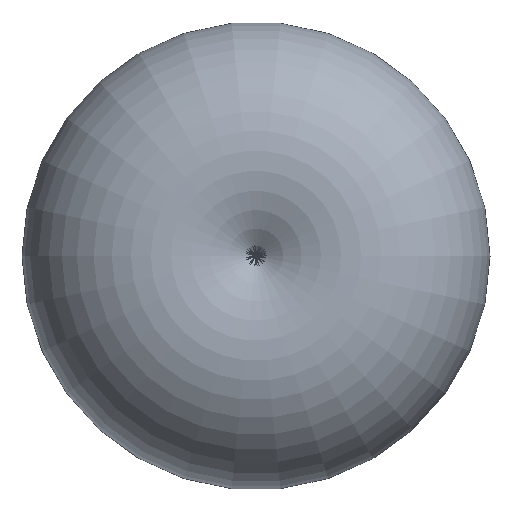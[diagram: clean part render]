
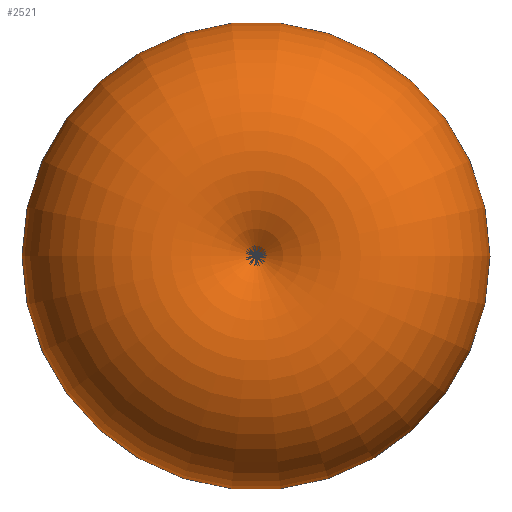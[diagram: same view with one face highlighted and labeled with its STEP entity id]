
A CAD part, top view. The second image highlights one B-rep face of the part: STEP entity #2521.
In plain terms, the highlighted toroidal (fillet/blend) face has major radius 33 mm and minor radius 50 mm.
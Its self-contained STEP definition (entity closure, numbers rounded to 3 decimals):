
#200=DEGENERATE_TOROIDAL_SURFACE('',#2670,33.,50.,
 .F.);
#663=B_SPLINE_CURVE_WITH_KNOTS('',3,(#4759,#4760,#4761,#4762,#4763,#4764,
#4765,#4766,#4767,#4768),.UNSPECIFIED.,.F.,.U.,(4,3,3,4),(0.,0.2,0.741,
1.),.UNSPECIFIED.);
#690=B_SPLINE_CURVE_WITH_KNOTS('',3,(#7212,#7213,#7214,#7215,#7216,#7217,
#7218,#7219,#7220,#7221,#7222,#7223,#7224,#7225,#7226,#7227,#7228,#7229,
#7230,#7231,#7232,#7233,#7234,#7235,#7236,#7237,#7238,#7239),
 .UNSPECIFIED.,.F.,.U.,(4,2,1,1,2,1,1,2,2,1,2,1,2,2,2,2,4),(0.,
0.,0.001,0.001,0.002,
0.003,0.004,0.004,0.006,
0.006,0.007,0.007,0.008,
0.008,0.008,0.01,0.011),
 .UNSPECIFIED.);
#710=B_SPLINE_CURVE_WITH_KNOTS('',3,(#28698,#28699,#28700,#28701,#28702,
#28703),.UNSPECIFIED.,.F.,.U.,(4,2,4),(0.,0.,0.),
 .UNSPECIFIED.);
#789=VERTEX_POINT('',#4298);
#793=VERTEX_POINT('',#4758);
#794=VERTEX_POINT('',#5019);
#800=VERTEX_POINT('',#5443);
#815=VERTEX_POINT('',#7240);
#1020=CIRCLE('',#2640,16.684);
#1033=CIRCLE('',#2671,16.684);
#1090=EDGE_CURVE('',#789,#793,#663,.F.);
#1100=EDGE_CURVE('',#800,#793,#1020,.T.);
#1122=EDGE_CURVE('',#815,#794,#690,.T.);
#1179=EDGE_CURVE('',#800,#815,#710,.T.);
#1180=EDGE_CURVE('',#794,#789,#1033,.T.);
#1610=ORIENTED_EDGE('',*,*,#1100,.F.);
#1611=ORIENTED_EDGE('',*,*,#1179,.T.);
#1612=ORIENTED_EDGE('',*,*,#1122,.T.);
#1613=ORIENTED_EDGE('',*,*,#1180,.T.);
#1614=ORIENTED_EDGE('',*,*,#1090,.T.);
#2205=EDGE_LOOP('',(#1610,#1611,#1612,#1613,#1614));
#2364=FACE_BOUND('',#2205,.T.);
#2521=ADVANCED_FACE('',(#2364),#200,.T.);
#2640=AXIS2_PLACEMENT_3D('',#5444,#2810,#2811);
#2670=AXIS2_PLACEMENT_3D('',#28697,#2880,$);
#2671=AXIS2_PLACEMENT_3D('',#28704,#2881,#2882);
#2810=DIRECTION('',(0.,0.,1.));
#2811=DIRECTION('',(16.684,0.,0.));
#2880=DIRECTION('',(0.,0.,1.));
#2881=DIRECTION('',(0.,0.,1.));
#2882=DIRECTION('',(16.684,0.,0.));
#4298=CARTESIAN_POINT('',(10.732,-12.774,-5.612));
#4758=CARTESIAN_POINT('',(10.646,-12.846,5.612));
#4759=CARTESIAN_POINT('',(10.646,-12.846,5.612));
#4760=CARTESIAN_POINT('',(10.585,-13.005,4.877));
#4761=CARTESIAN_POINT('',(10.536,-13.13,4.132));
#4762=CARTESIAN_POINT('',(10.501,-13.223,3.383));
#4763=CARTESIAN_POINT('',(10.406,-13.473,1.36));
#4764=CARTESIAN_POINT('',(10.409,-13.488,-0.698));
#4765=CARTESIAN_POINT('',(10.513,-13.265,-2.724));
#4766=CARTESIAN_POINT('',(10.562,-13.158,-3.697));
#4767=CARTESIAN_POINT('',(10.636,-12.995,-4.663));
#4768=CARTESIAN_POINT('',(10.732,-12.774,-5.612));
#5019=CARTESIAN_POINT('',(10.646,12.846,-5.612));
#5443=CARTESIAN_POINT('',(10.709,12.793,5.612));
#5444=CARTESIAN_POINT('',(0.,0.,5.612));
#7212=CARTESIAN_POINT('',(10.733,12.771,5.624));
#7213=CARTESIAN_POINT('',(10.722,12.798,5.508));
#7214=CARTESIAN_POINT('',(10.71,12.824,5.393));
#7215=CARTESIAN_POINT('',(10.688,12.875,5.162));
#7216=CARTESIAN_POINT('',(10.656,12.947,4.815));
#7217=CARTESIAN_POINT('',(10.608,13.056,4.236));
#7218=CARTESIAN_POINT('',(10.575,13.129,3.772));
#7219=CARTESIAN_POINT('',(10.545,13.195,3.307));
#7220=CARTESIAN_POINT('',(10.517,13.255,2.841));
#7221=CARTESIAN_POINT('',(10.484,13.326,2.141));
#7222=CARTESIAN_POINT('',(10.468,13.36,1.673));
#7223=CARTESIAN_POINT('',(10.447,13.402,0.97));
#7224=CARTESIAN_POINT('',(10.438,13.418,0.5));
#7225=CARTESIAN_POINT('',(10.433,13.422,-0.206));
#7226=CARTESIAN_POINT('',(10.432,13.419,-0.677));
#7227=CARTESIAN_POINT('',(10.436,13.403,-1.15));
#7228=CARTESIAN_POINT('',(10.442,13.387,-1.505));
#7229=CARTESIAN_POINT('',(10.445,13.377,-1.682));
#7230=CARTESIAN_POINT('',(10.449,13.366,-1.86));
#7231=CARTESIAN_POINT('',(10.451,13.358,-1.978));
#7232=CARTESIAN_POINT('',(10.453,13.354,-2.038));
#7233=CARTESIAN_POINT('',(10.46,13.332,-2.334));
#7234=CARTESIAN_POINT('',(10.468,13.312,-2.57));
#7235=CARTESIAN_POINT('',(10.494,13.24,-3.278));
#7236=CARTESIAN_POINT('',(10.517,13.179,-3.748));
#7237=CARTESIAN_POINT('',(10.574,13.032,-4.683));
#7238=CARTESIAN_POINT('',(10.608,12.946,-5.149));
#7239=CARTESIAN_POINT('',(10.646,12.846,-5.612));
#7240=CARTESIAN_POINT('',(10.733,12.771,5.624));
#28697=CARTESIAN_POINT('',(0.,0.,0.));
#28698=CARTESIAN_POINT('',(10.709,12.793,5.612));
#28699=CARTESIAN_POINT('',(10.713,12.79,5.614));
#28700=CARTESIAN_POINT('',(10.717,12.786,5.616));
#28701=CARTESIAN_POINT('',(10.725,12.779,5.62));
#28702=CARTESIAN_POINT('',(10.729,12.775,5.622));
#28703=CARTESIAN_POINT('',(10.733,12.771,5.624));
#28704=CARTESIAN_POINT('',(0.,0.,
-5.612));
